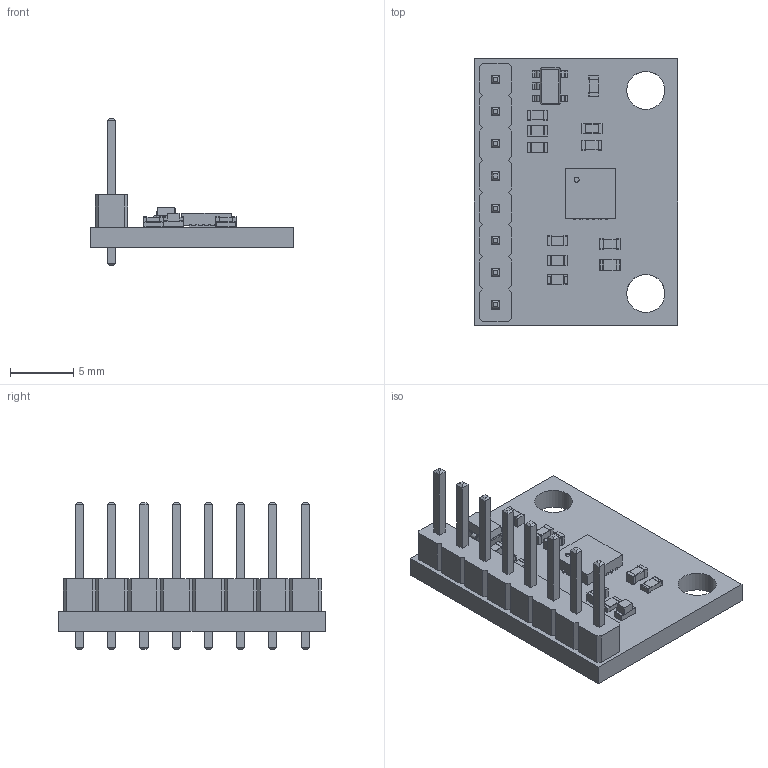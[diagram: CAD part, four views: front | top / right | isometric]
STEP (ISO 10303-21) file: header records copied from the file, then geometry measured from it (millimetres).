
FILE_DESCRIPTION(('FreeCAD Model'),'2;1');
FILE_NAME('Open CASCADE Shape Model','2022-03-20T13:54:24',('Author'),( ''),'Open CASCADE STEP processor 7.5','FreeCAD','Unknown');
FILE_SCHEMA(('AUTOMOTIVE_DESIGN { 1 0 10303 214 1 1 1 1 }'));
Length unit declared in the file: millimetre
Products named in the file (11): MPU6050; Board_Geoms_73f1; Pcb_73f1; Step_Models_73f1; Top_73f1; R2_R_0603_1608Metric_5b05f0b8e880; C1_C_0603_1608Metric_b508060f0dfc; U2_SOT_23_5_4ff2f9005b1b; J1_PinHeader_1x08_P254mm_Vertical_1100f14f6963; U1_QFN_24_1EP_4x4mm_P05mm_EP27x26mm_a4388cc8f894; D1_LED_0603_1608Metric_58da96d3edf9
Assembly tree (18 placements, depth 4):
  MPU6050
    Board_Geoms_73f1
      Pcb_73f1
    Step_Models_73f1
      Top_73f1
        R2_R_0603_1608Metric_5b05f0b8e880  x4
        C1_C_0603_1608Metric_b508060f0dfc  x6
        U2_SOT_23_5_4ff2f9005b1b
        J1_PinHeader_1x08_P254mm_Vertical_1100f14f6963
        U1_QFN_24_1EP_4x4mm_P05mm_EP27x26mm_a4388cc8f894
        D1_LED_0603_1608Metric_58da96d3edf9
Bounding box: 16 x 21 x 11.54 mm (x, y, z)
Volume: 693.8 mm3; surface area: 1364.1 mm2
Topology: 15 solids, 15 shells, 801 faces, 2088 edges, 1348 vertices
Faces by surface type: plane 629, cylinder 143, bspline 29
Full cylindrical faces by diameter (mm): 0.4 x1, 1 x8, 3 x2
Entity records: 21778 total; most frequent: CARTESIAN_POINT 3221, ORIENTED_EDGE 3048, DIRECTION 2756, EDGE_CURVE 1524, LINE 1374, VECTOR 1374, VERTEX_POINT 976, AXIS2_PLACEMENT_3D 691
